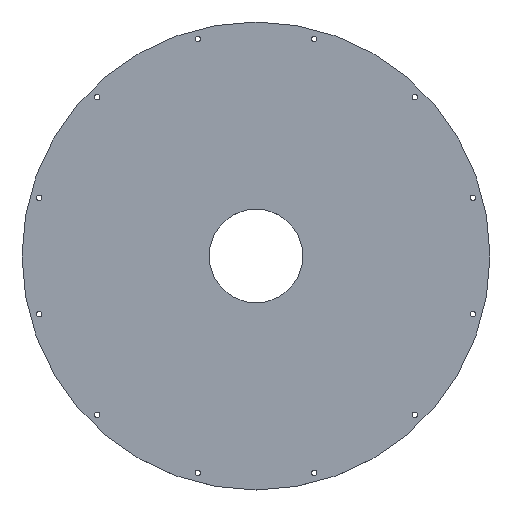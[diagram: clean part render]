
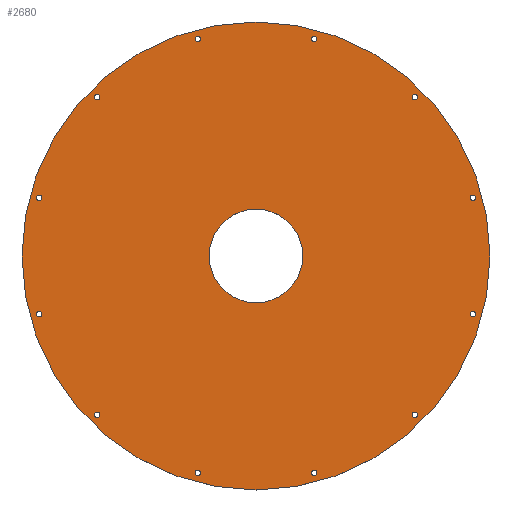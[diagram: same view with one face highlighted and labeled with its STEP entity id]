
A CAD part, top view. The second image highlights one B-rep face of the part: STEP entity #2680.
In plain terms, the highlighted planar face has unit normal (0, 0, 1).
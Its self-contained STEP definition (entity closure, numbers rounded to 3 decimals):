
#100=CARTESIAN_POINT('',(250.,0.,896.5));
#110=VERTEX_POINT('',#100);
#290=CARTESIAN_POINT('',(-250.,0.,896.5));
#300=VERTEX_POINT('',#290);
#330=CARTESIAN_POINT('',(0.,0.,896.5));
#340=DIRECTION('',(0.,0.,1.));
#350=DIRECTION('',(-1.,0.,0.));
#360=AXIS2_PLACEMENT_3D('',#330,#340,#350);
#370=CIRCLE('',#360,250.);
#380=EDGE_CURVE('',#300,#110,#370,.T.);
#430=CARTESIAN_POINT('',(0.,0.,896.5));
#440=DIRECTION('',(0.,0.,-1.));
#450=DIRECTION('',(-1.,0.,0.));
#460=AXIS2_PLACEMENT_3D('',#430,#440,#450);
#470=PLANE('',#460);
#480=EDGE_CURVE('',#110,#300,#370,.T.);
#490=ORIENTED_EDGE('',*,*,#480,.T.);
#500=ORIENTED_EDGE('',*,*,#380,.T.);
#510=EDGE_LOOP('',(#500,#490));
#520=FACE_OUTER_BOUND('',#510,.T.);
#530=CARTESIAN_POINT('',(0.,0.,896.5));
#540=DIRECTION('',(0.,0.,-1.));
#550=DIRECTION('',(1.,0.,0.));
#560=AXIS2_PLACEMENT_3D('',#530,#540,#550);
#570=CIRCLE('',#560,50.);
#580=CARTESIAN_POINT('',(-50.,0.,896.5));
#590=VERTEX_POINT('',#580);
#600=CARTESIAN_POINT('',(50.,0.,896.5));
#610=VERTEX_POINT('',#600);
#620=EDGE_CURVE('',#590,#610,#570,.T.);
#630=ORIENTED_EDGE('',*,*,#620,.T.);
#640=EDGE_CURVE('',#610,#590,#570,.T.);
#650=ORIENTED_EDGE('',*,*,#640,.T.);
#660=EDGE_LOOP('',(#650,#630));
#670=FACE_BOUND('',#660,.T.);
#680=CARTESIAN_POINT('',(231.822,-62.117,896.5));
#690=DIRECTION('',(0.,0.,-1.));
#700=DIRECTION('',(-0.707,0.707,0.));
#710=AXIS2_PLACEMENT_3D('',#680,#690,#700);
#720=CIRCLE('',#710,3.);
#730=CARTESIAN_POINT('',(229.701,-59.995,896.5));
#740=VERTEX_POINT('',#730);
#750=CARTESIAN_POINT('',(233.944,-64.238,896.5));
#760=VERTEX_POINT('',#750);
#770=EDGE_CURVE('',#740,#760,#720,.T.);
#780=ORIENTED_EDGE('',*,*,#770,.T.);
#790=CARTESIAN_POINT('',(228.822,-62.117,896.5));
#800=VERTEX_POINT('',#790);
#810=EDGE_CURVE('',#800,#740,#720,.T.);
#820=ORIENTED_EDGE('',*,*,#810,.T.);
#830=EDGE_CURVE('',#760,#800,#720,.T.);
#840=ORIENTED_EDGE('',*,*,#830,.T.);
#850=EDGE_LOOP('',(#840,#820,#780));
#860=FACE_BOUND('',#850,.T.);
#870=CARTESIAN_POINT('',(169.706,169.706,896.5));
#880=DIRECTION('',(-0.,0.,-1.));
#890=DIRECTION('',(-0.966,-0.259,0.));
#900=AXIS2_PLACEMENT_3D('',#870,#880,#890);
#910=CIRCLE('',#900,3.);
#920=CARTESIAN_POINT('',(172.603,170.482,896.5));
#930=VERTEX_POINT('',#920);
#940=CARTESIAN_POINT('',(166.808,168.929,896.5));
#950=VERTEX_POINT('',#940);
#960=EDGE_CURVE('',#930,#950,#910,.T.);
#970=ORIENTED_EDGE('',*,*,#960,.T.);
#980=EDGE_CURVE('',#950,#930,#910,.T.);
#990=ORIENTED_EDGE('',*,*,#980,.T.);
#1000=EDGE_LOOP('',(#990,#970));
#1010=FACE_BOUND('',#1000,.T.);
#1020=CARTESIAN_POINT('',(231.822,62.117,896.5));
#1030=DIRECTION('',(0.,0.,-1.));
#1040=DIRECTION('',(-0.966,0.259,0.));
#1050=AXIS2_PLACEMENT_3D('',#1020,#1030,#1040);
#1060=CIRCLE('',#1050,3.);
#1070=CARTESIAN_POINT('',(228.924,62.893,896.5));
#1080=VERTEX_POINT('',#1070);
#1090=CARTESIAN_POINT('',(234.72,61.34,896.5));
#1100=VERTEX_POINT('',#1090);
#1110=EDGE_CURVE('',#1080,#1100,#1060,.T.);
#1120=ORIENTED_EDGE('',*,*,#1110,.T.);
#1130=CARTESIAN_POINT('',(228.822,62.117,896.5));
#1140=VERTEX_POINT('',#1130);
#1150=EDGE_CURVE('',#1140,#1080,#1060,.T.);
#1160=ORIENTED_EDGE('',*,*,#1150,.T.);
#1170=EDGE_CURVE('',#1100,#1140,#1060,.T.);
#1180=ORIENTED_EDGE('',*,*,#1170,.T.);
#1190=EDGE_LOOP('',(#1180,#1160,#1120));
#1200=FACE_BOUND('',#1190,.T.);
#1210=CARTESIAN_POINT('',(-169.706,-169.706,896.5));
#1220=DIRECTION('',(0.,0.,-1.));
#1230=DIRECTION('',(0.966,0.259,0.));
#1240=AXIS2_PLACEMENT_3D('',#1210,#1220,#1230);
#1250=CIRCLE('',#1240,3.);
#1260=CARTESIAN_POINT('',(-172.603,-170.482,896.5));
#1270=VERTEX_POINT('',#1260);
#1280=CARTESIAN_POINT('',(-166.808,-168.929,896.5));
#1290=VERTEX_POINT('',#1280);
#1300=EDGE_CURVE('',#1270,#1290,#1250,.T.);
#1310=ORIENTED_EDGE('',*,*,#1300,.T.);
#1320=EDGE_CURVE('',#1290,#1270,#1250,.T.);
#1330=ORIENTED_EDGE('',*,*,#1320,.T.);
#1340=EDGE_LOOP('',(#1330,#1310));
#1350=FACE_BOUND('',#1340,.T.);
#1360=CARTESIAN_POINT('',(-231.822,-62.117,896.5));
#1370=DIRECTION('',(0.,0.,-1.));
#1380=DIRECTION('',(0.966,-0.259,0.));
#1390=AXIS2_PLACEMENT_3D('',#1360,#1370,#1380);
#1400=CIRCLE('',#1390,3.);
#1410=CARTESIAN_POINT('',(-234.72,-61.34,896.5));
#1420=VERTEX_POINT('',#1410);
#1430=CARTESIAN_POINT('',(-228.924,-62.893,896.5));
#1440=VERTEX_POINT('',#1430);
#1450=EDGE_CURVE('',#1420,#1440,#1400,.T.);
#1460=ORIENTED_EDGE('',*,*,#1450,.T.);
#1470=EDGE_CURVE('',#1440,#1420,#1400,.T.);
#1480=ORIENTED_EDGE('',*,*,#1470,.T.);
#1490=EDGE_LOOP('',(#1480,#1460));
#1500=FACE_BOUND('',#1490,.T.);
#1510=CARTESIAN_POINT('',(-231.822,62.117,896.5));
#1520=DIRECTION('',(0.,0.,-1.));
#1530=DIRECTION('',(0.707,-0.707,0.));
#1540=AXIS2_PLACEMENT_3D('',#1510,#1520,#1530);
#1550=CIRCLE('',#1540,3.);
#1560=CARTESIAN_POINT('',(-233.944,64.238,896.5));
#1570=VERTEX_POINT('',#1560);
#1580=CARTESIAN_POINT('',(-229.701,59.995,896.5));
#1590=VERTEX_POINT('',#1580);
#1600=EDGE_CURVE('',#1570,#1590,#1550,.T.);
#1610=ORIENTED_EDGE('',*,*,#1600,.T.);
#1620=EDGE_CURVE('',#1590,#1570,#1550,.T.);
#1630=ORIENTED_EDGE('',*,*,#1620,.T.);
#1640=EDGE_LOOP('',(#1630,#1610));
#1650=FACE_BOUND('',#1640,.T.);
#1660=CARTESIAN_POINT('',(-169.706,169.706,896.5));
#1670=DIRECTION('',(0.,0.,-1.));
#1680=DIRECTION('',(0.259,-0.966,0.));
#1690=AXIS2_PLACEMENT_3D('',#1660,#1670,#1680);
#1700=CIRCLE('',#1690,3.);
#1710=CARTESIAN_POINT('',(-170.482,172.603,896.5));
#1720=VERTEX_POINT('',#1710);
#1730=CARTESIAN_POINT('',(-168.929,166.808,896.5));
#1740=VERTEX_POINT('',#1730);
#1750=EDGE_CURVE('',#1720,#1740,#1700,.T.);
#1760=ORIENTED_EDGE('',*,*,#1750,.T.);
#1770=EDGE_CURVE('',#1740,#1720,#1700,.T.);
#1780=ORIENTED_EDGE('',*,*,#1770,.T.);
#1790=EDGE_LOOP('',(#1780,#1760));
#1800=FACE_BOUND('',#1790,.T.);
#1810=CARTESIAN_POINT('',(-62.117,231.822,896.5));
#1820=DIRECTION('',(-0.,0.,-1.));
#1830=DIRECTION('',(-0.259,-0.966,0.));
#1840=AXIS2_PLACEMENT_3D('',#1810,#1820,#1830);
#1850=CIRCLE('',#1840,3.);
#1860=CARTESIAN_POINT('',(-61.34,234.72,896.5));
#1870=VERTEX_POINT('',#1860);
#1880=CARTESIAN_POINT('',(-62.893,228.924,896.5));
#1890=VERTEX_POINT('',#1880);
#1900=EDGE_CURVE('',#1870,#1890,#1850,.T.);
#1910=ORIENTED_EDGE('',*,*,#1900,.T.);
#1920=EDGE_CURVE('',#1890,#1870,#1850,.T.);
#1930=ORIENTED_EDGE('',*,*,#1920,.T.);
#1940=EDGE_LOOP('',(#1930,#1910));
#1950=FACE_BOUND('',#1940,.T.);
#1960=CARTESIAN_POINT('',(62.117,231.822,896.5));
#1970=DIRECTION('',(-0.,0.,-1.));
#1980=DIRECTION('',(-0.707,-0.707,0.));
#1990=AXIS2_PLACEMENT_3D('',#1960,#1970,#1980);
#2000=CIRCLE('',#1990,3.);
#2010=CARTESIAN_POINT('',(64.238,233.944,896.5));
#2020=VERTEX_POINT('',#2010);
#2030=CARTESIAN_POINT('',(59.995,229.701,896.5));
#2040=VERTEX_POINT('',#2030);
#2050=EDGE_CURVE('',#2020,#2040,#2000,.T.);
#2060=ORIENTED_EDGE('',*,*,#2050,.T.);
#2070=EDGE_CURVE('',#2040,#2020,#2000,.T.);
#2080=ORIENTED_EDGE('',*,*,#2070,.T.);
#2090=EDGE_LOOP('',(#2080,#2060));
#2100=FACE_BOUND('',#2090,.T.);
#2110=CARTESIAN_POINT('',(-62.117,-231.822,896.5));
#2120=DIRECTION('',(0.,0.,-1.));
#2130=DIRECTION('',(0.707,0.707,0.));
#2140=AXIS2_PLACEMENT_3D('',#2110,#2120,#2130);
#2150=CIRCLE('',#2140,3.);
#2160=CARTESIAN_POINT('',(-59.995,-229.701,896.5));
#2170=VERTEX_POINT('',#2160);
#2180=CARTESIAN_POINT('',(-64.238,-233.944,896.5));
#2190=VERTEX_POINT('',#2180);
#2200=EDGE_CURVE('',#2170,#2190,#2150,.T.);
#2210=ORIENTED_EDGE('',*,*,#2200,.T.);
#2220=CARTESIAN_POINT('',(-65.117,-231.822,896.5));
#2230=VERTEX_POINT('',#2220);
#2240=EDGE_CURVE('',#2230,#2170,#2150,.T.);
#2250=ORIENTED_EDGE('',*,*,#2240,.T.);
#2260=EDGE_CURVE('',#2190,#2230,#2150,.T.);
#2270=ORIENTED_EDGE('',*,*,#2260,.T.);
#2280=EDGE_LOOP('',(#2270,#2250,#2210));
#2290=FACE_BOUND('',#2280,.T.);
#2300=CARTESIAN_POINT('',(62.117,-231.822,896.5));
#2310=DIRECTION('',(0.,0.,-1.));
#2320=DIRECTION('',(0.259,0.966,0.));
#2330=AXIS2_PLACEMENT_3D('',#2300,#2310,#2320);
#2340=CIRCLE('',#2330,3.);
#2350=CARTESIAN_POINT('',(62.893,-228.924,896.5));
#2360=VERTEX_POINT('',#2350);
#2370=CARTESIAN_POINT('',(61.34,-234.72,896.5));
#2380=VERTEX_POINT('',#2370);
#2390=EDGE_CURVE('',#2360,#2380,#2340,.T.);
#2400=ORIENTED_EDGE('',*,*,#2390,.T.);
#2410=CARTESIAN_POINT('',(59.117,-231.822,896.5));
#2420=VERTEX_POINT('',#2410);
#2430=EDGE_CURVE('',#2420,#2360,#2340,.T.);
#2440=ORIENTED_EDGE('',*,*,#2430,.T.);
#2450=EDGE_CURVE('',#2380,#2420,#2340,.T.);
#2460=ORIENTED_EDGE('',*,*,#2450,.T.);
#2470=EDGE_LOOP('',(#2460,#2440,#2400));
#2480=FACE_BOUND('',#2470,.T.);
#2490=CARTESIAN_POINT('',(169.706,-169.706,896.5));
#2500=DIRECTION('',(0.,0.,-1.));
#2510=DIRECTION('',(-0.259,0.966,0.));
#2520=AXIS2_PLACEMENT_3D('',#2490,#2500,#2510);
#2530=CIRCLE('',#2520,3.);
#2540=CARTESIAN_POINT('',(168.929,-166.808,896.5));
#2550=VERTEX_POINT('',#2540);
#2560=CARTESIAN_POINT('',(170.482,-172.603,896.5));
#2570=VERTEX_POINT('',#2560);
#2580=EDGE_CURVE('',#2550,#2570,#2530,.T.);
#2590=ORIENTED_EDGE('',*,*,#2580,.T.);
#2600=CARTESIAN_POINT('',(166.706,-169.706,896.5));
#2610=VERTEX_POINT('',#2600);
#2620=EDGE_CURVE('',#2610,#2550,#2530,.T.);
#2630=ORIENTED_EDGE('',*,*,#2620,.T.);
#2640=EDGE_CURVE('',#2570,#2610,#2530,.T.);
#2650=ORIENTED_EDGE('',*,*,#2640,.T.);
#2660=EDGE_LOOP('',(#2650,#2630,#2590));
#2670=FACE_BOUND('',#2660,.T.);
#2680=ADVANCED_FACE('',(#520,#670,#860,#1010,#1200,#1350,#1500,#1650,
#1800,#1950,#2100,#2290,#2480,#2670),#470,.F.);
